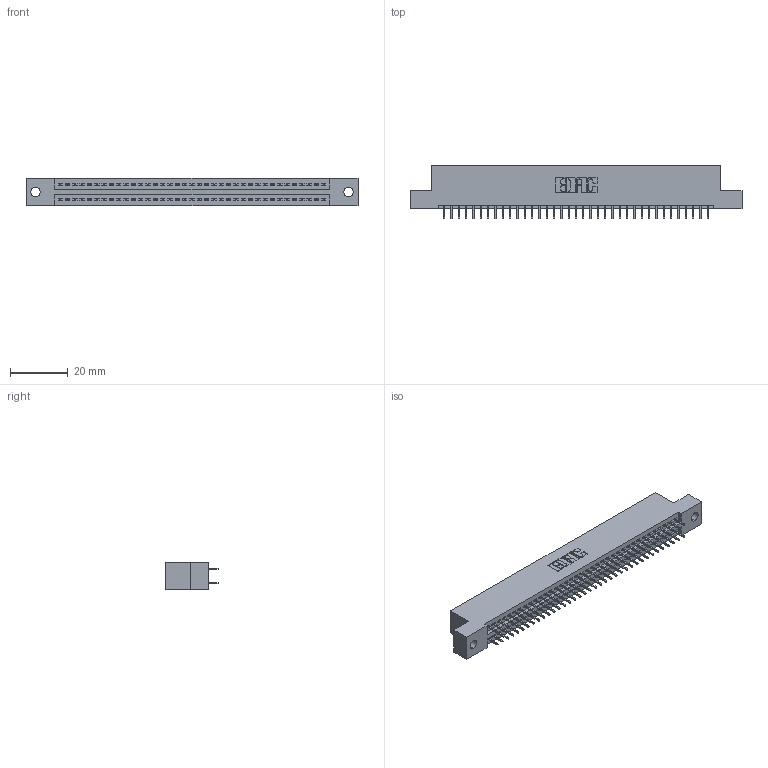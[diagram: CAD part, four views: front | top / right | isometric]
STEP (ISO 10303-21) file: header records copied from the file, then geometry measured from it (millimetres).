
FILE_DESCRIPTION (( 'STEP AP203' ), '1' );
FILE_NAME ('345-074-525-202.STEP', '2020-09-21T10:18:09', ( '' ), ( '' ), 'SwSTEP 2.0', 'SolidWorks 2020', '' );
FILE_SCHEMA (( 'CONFIG_CONTROL_DESIGN' ));
Length unit declared in the file: inch
Products named in the file (3): 345-292-001_345-293-125; 345-074-525-202; 345 Part_Flush Mounting Lugs - 0.128 Dia
Assembly tree (75 placements, depth 2):
  345-074-525-202
    345 Part_Flush Mounting Lugs - 0.128 Dia
    345-292-001_345-293-125  x74
Bounding box: 115.19 x 18.72 x 9.4 mm (x, y, z)
Volume: 10984.7 mm3; surface area: 15500.6 mm2
Topology: 75 solids, 75 shells, 4122 faces, 11663 edges, 7478 vertices
Faces by surface type: plane 2966, cylinder 1156
Entity records: 29781 total; most frequent: CARTESIAN_POINT 4996, ORIENTED_EDGE 4930, DIRECTION 4413, EDGE_CURVE 2465, LINE 2189, VECTOR 2189, VERTEX_POINT 1638, AXIS2_PLACEMENT_3D 1112
